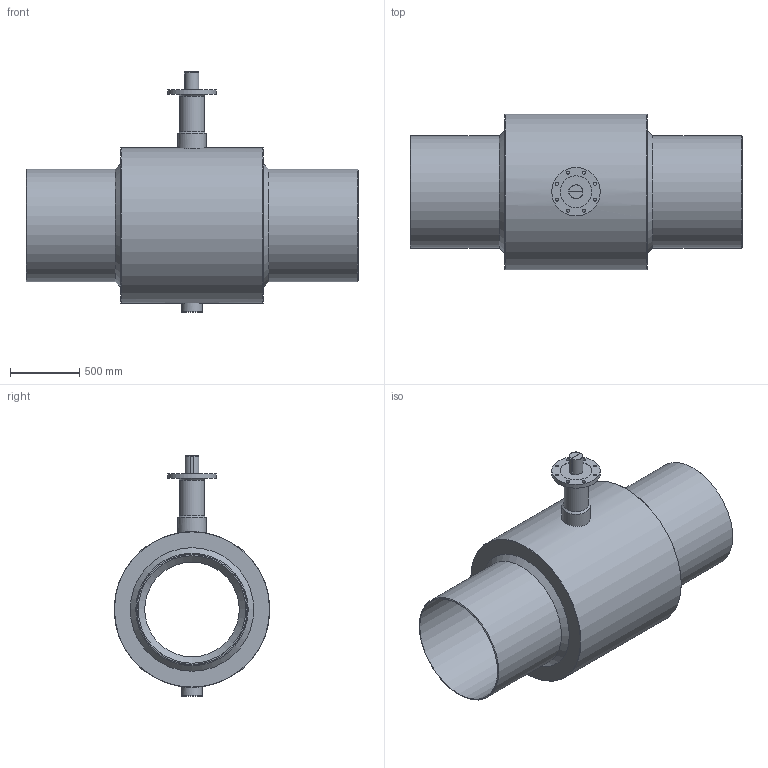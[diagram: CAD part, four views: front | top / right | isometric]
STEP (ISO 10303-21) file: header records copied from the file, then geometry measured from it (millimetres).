
FILE_DESCRIPTION( ( 'Unknown' ), '1' );
FILE_NAME( 'H800WW4_1.stp', 'Unknown', ( 'Unknown' ), ( 'Unknown' ), 'PSStep 14.0', 'Unknown', ' ' );
FILE_SCHEMA( ( 'AUTOMOTIVE_DESIGN { 1 0 10303 214 1 1 1 1 }' ) );
Length unit declared in the file: millimetre
Products named in the file (2): 1; 2
Bounding box: 2400 x 1126 x 1736 mm (x, y, z)
Volume: 692444774.6 mm3; surface area: 14286108 mm2
Topology: 2 solids, 2 shells, 53 faces, 121 edges, 80 vertices
Faces by surface type: plane 20, cylinder 20, cone 13
Full cylindrical faces by diameter (mm): 22 x8, 147 x1, 177.8 x1, 206 x1, 230 x1, 350 x1, 684 x1, 795.4 x2, 813 x2, 1126 x1
Entity records: 2062 total; most frequent: CARTESIAN_POINT 533, DIRECTION 236, ORIENTED_EDGE 158, EDGE_LOOP 110, AXIS2_PLACEMENT_3D 108, EDGE_CURVE 79, FACE_OUTER_BOUND 72, VERTEX_POINT 69
